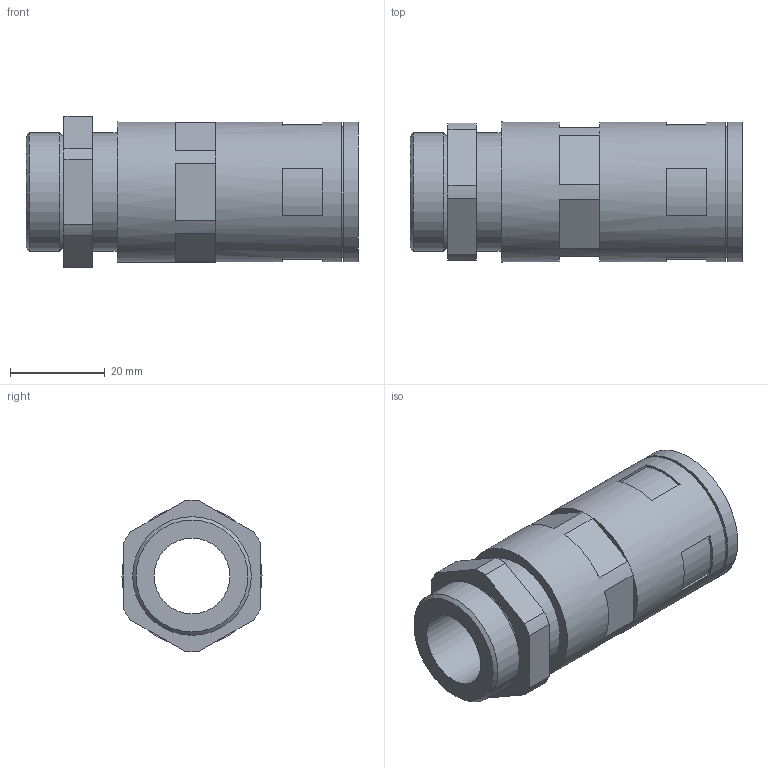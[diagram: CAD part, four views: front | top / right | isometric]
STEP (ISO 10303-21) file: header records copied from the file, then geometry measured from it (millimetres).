
FILE_DESCRIPTION( ( 'STEP AP203' ), '1' );
FILE_NAME( 'FLEXA RQGZ1-M 5109.021.225.stp', '2020-03-25T08:25:12', ( 'License CC BY-ND 4.0' ), ( 'CADENAS' ), ' ', 'PARTsolutions', ' ' );
FILE_SCHEMA( ( 'CONFIG_CONTROL_DESIGN' ) );
Length unit declared in the file: millimetre
Products named in the file (1): _FLEXA RQGZ1-M 5109.021.225
Bounding box: 70 x 29.52 x 31.99 mm (x, y, z)
Volume: 27425.6 mm3; surface area: 12051.2 mm2
Topology: 1 solids, 1 shells, 74 faces, 175 edges, 112 vertices
Faces by surface type: plane 54, cylinder 18, cone 2
Full cylindrical faces by diameter (mm): 16 x1, 21.2 x1, 25 x2, 27.5 x1, 29.5 x2, 29.52 x1
Entity records: 2092 total; most frequent: DIRECTION 378, CARTESIAN_POINT 343, ORIENTED_EDGE 320, EDGE_CURVE 160, AXIS2_PLACEMENT_3D 143, VERTEX_POINT 108, EDGE_LOOP 96, LINE 92
